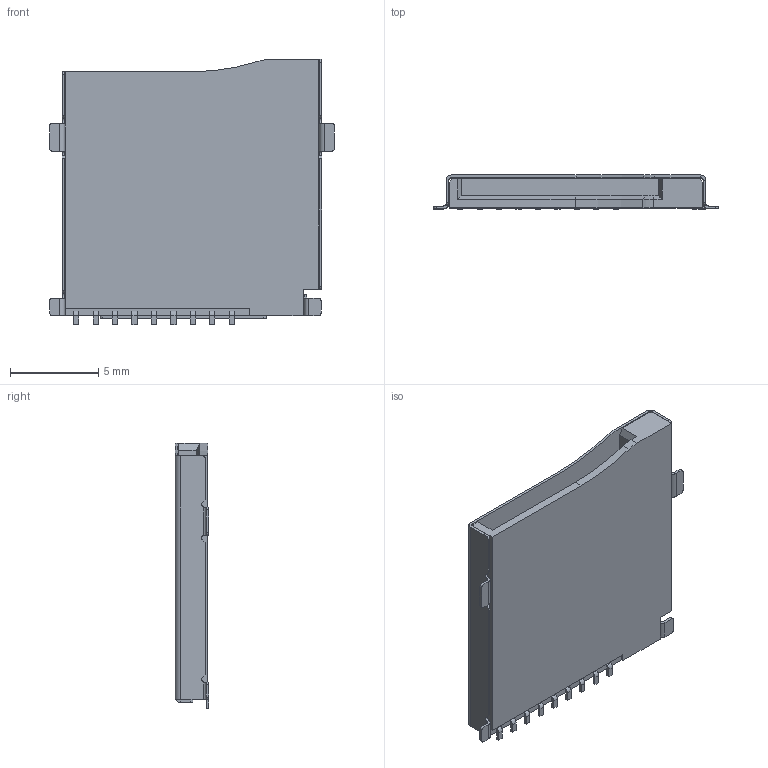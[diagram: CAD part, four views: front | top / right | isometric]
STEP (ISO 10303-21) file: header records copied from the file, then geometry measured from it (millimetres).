
FILE_DESCRIPTION (( 'STEP AP214' ), '1' );
FILE_NAME ('GTFP08131Y2HR.STEP', '2022-07-19T10:53:43', ( '' ), ( '' ), 'SwSTEP 2.0', 'SolidWorks 2017', '' );
FILE_SCHEMA (( 'AUTOMOTIVE_DESIGN' ));
Length unit declared in the file: millimetre
Products named in the file (1): GTFP08131Y2HR
Bounding box: 16.1 x 1.9 x 15 mm (x, y, z)
Volume: 223.2 mm3; surface area: 1046.1 mm2
Topology: 11 solids, 11 shells, 181 faces, 454 edges, 295 vertices
Faces by surface type: plane 126, cylinder 53, cone 2
Entity records: 6115 total; most frequent: CARTESIAN_POINT 976, DIRECTION 916, ORIENTED_EDGE 908, EDGE_CURVE 454, VECTOR 336, LINE 336, VERTEX_POINT 295, AXIS2_PLACEMENT_3D 290
